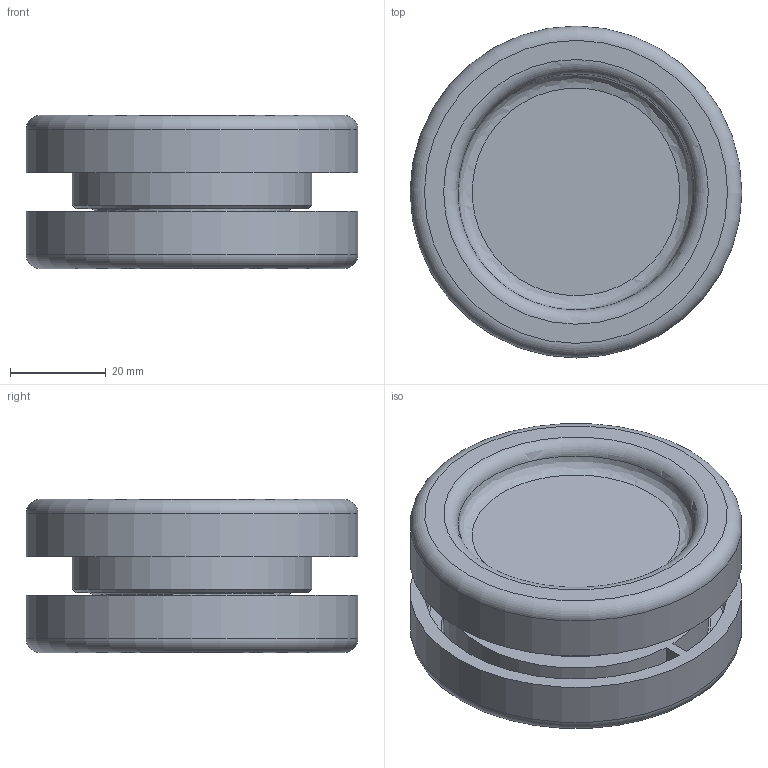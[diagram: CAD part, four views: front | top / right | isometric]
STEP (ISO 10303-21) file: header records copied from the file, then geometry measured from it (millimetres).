
FILE_DESCRIPTION(/* description */ (''),/* implementation_level */ '2;1');
FILE_NAME(/* name */ '102099.stp',/* time_stamp */ '2019-08-19T13:51:06+02:00',/* author */ ('Marc'),/* organization */ (''),/* preprocessor_version */ 'ST-DEVELOPER v17.2',/* originating_system */ 'Autodesk Inventor 2019',/* authorisation */ '');
FILE_SCHEMA (('AUTOMOTIVE_DESIGN { 1 0 10303 214 3 1 1 }'));
Length unit declared in the file: millimetre
Products named in the file (3): 102099; 102099-2; 102099-1
Assembly tree (2 placements, depth 2):
  102099
    102099-2
    102099-1
Bounding box: 69.3 x 69.3 x 32 mm (x, y, z)
Volume: 57730.9 mm3; surface area: 35224 mm2
Topology: 2 solids, 2 shells, 83 faces, 193 edges, 124 vertices
Faces by surface type: cylinder 37, plane 25, torus 12, bspline 6, cone 3
Full cylindrical faces by diameter (mm): 35 x1, 41 x18, 42 x1, 50 x1, 69.3 x2
Entity records: 7211 total; most frequent: CARTESIAN_POINT 5314, ORIENTED_EDGE 388, DIRECTION 342, EDGE_CURVE 194, AXIS2_PLACEMENT_3D 137, VERTEX_POINT 125, EDGE_LOOP 93, FACE_OUTER_BOUND 83
